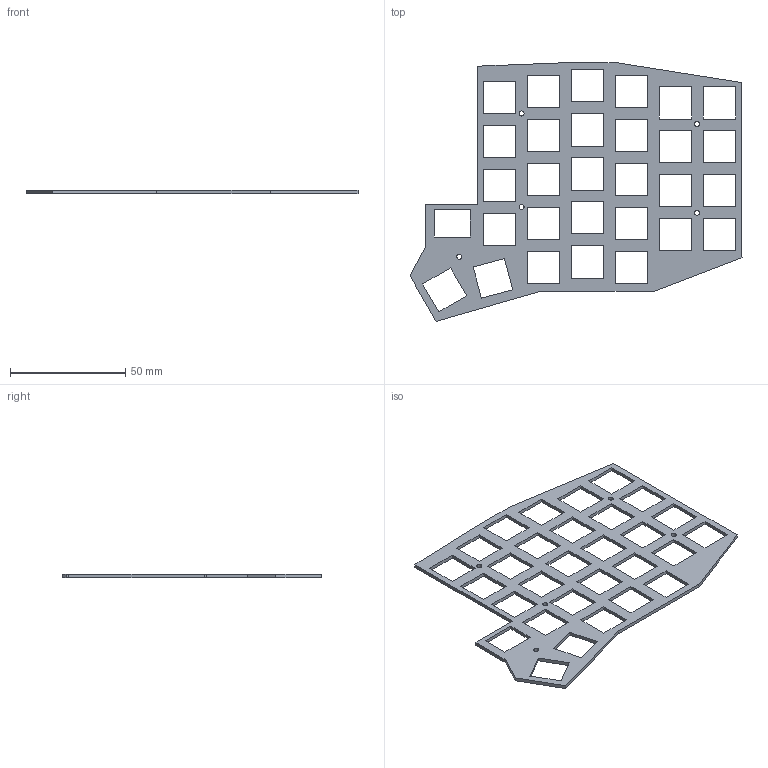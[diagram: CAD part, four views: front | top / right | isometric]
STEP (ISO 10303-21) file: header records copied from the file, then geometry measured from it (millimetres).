
FILE_DESCRIPTION(('FreeCAD Model'),'2;1');
FILE_NAME('Open CASCADE Shape Model','2021-07-18T23:57:51',('Author'),( ''),'Open CASCADE STEP processor 7.5','FreeCAD','Unknown');
FILE_SCHEMA(('AUTOMOTIVE_DESIGN { 1 0 10303 214 1 1 1 1 }'));
Length unit declared in the file: millimetre
Products named in the file (2): top_plate; Open CASCADE STEP translator 7.5 3.1
Assembly tree (1 placements, depth 2):
  top_plate
    Open CASCADE STEP translator 7.5 3.1
Bounding box: 143.78 x 112.01 x 1.5 mm (x, y, z)
Volume: 9257.2 mm3; surface area: 15612.5 mm2
Topology: 1 solids, 1 shells, 144 faces, 426 edges, 284 vertices
Faces by surface type: plane 139, cylinder 5
Full cylindrical faces by diameter (mm): 2.2 x5
Entity records: 10426 total; most frequent: CARTESIAN_POINT 1708, DIRECTION 1580, LINE 1258, VECTOR 1258, ORIENTED_EDGE 852, PCURVE 852, DEFINITIONAL_REPRESENTATION 852, EDGE_CURVE 426
